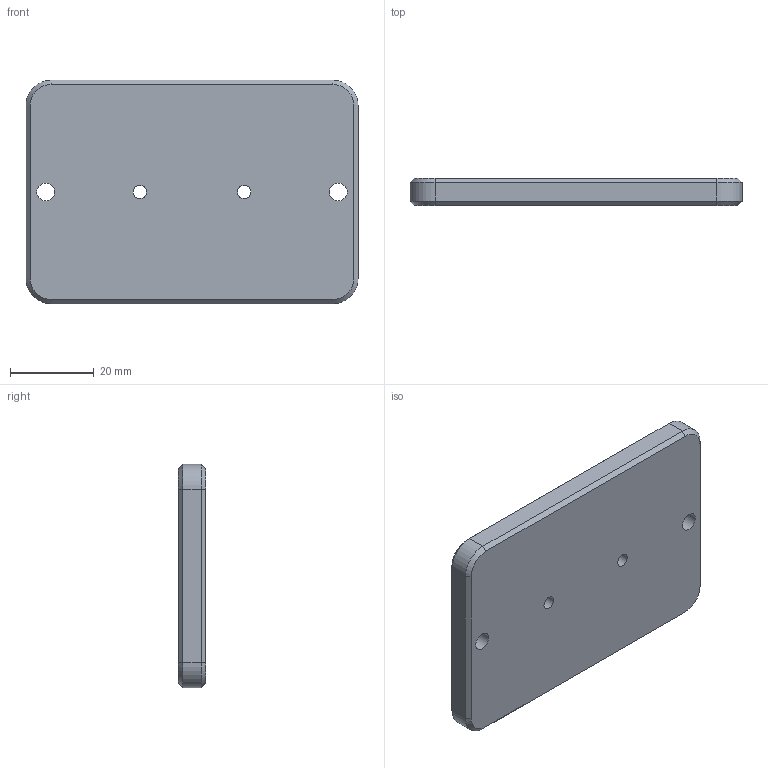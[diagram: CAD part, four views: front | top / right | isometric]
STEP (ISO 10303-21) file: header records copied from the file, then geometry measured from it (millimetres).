
FILE_DESCRIPTION(/* description */ ('Unknown'),/* implementation_level */ '2;1');
FILE_NAME(/* name */ 'OpenFrame - Cover Plate',/* time_stamp */ '2023-06-19T09:10:49+01:00',/* author */ ('Unknown'),/* organization */ ('Unknown'),/* preprocessor_version */ 'ST-DEVELOPER v16.7',/* originating_system */ 'Solid Edge',/* authorisation */ 'Unknown');
FILE_SCHEMA (('AUTOMOTIVE_DESIGN {1 0 10303 214 3 1 1}'));
Length unit declared in the file: millimetre
Products named in the file (1): OpenFrame - Cover Plate
Bounding box: 79.5 x 6.5 x 53.5 mm (x, y, z)
Volume: 26698.1 mm3; surface area: 10169 mm2
Topology: 1 solids, 1 shells, 40 faces, 86 edges, 52 vertices
Faces by surface type: plane 18, cylinder 12, cone 10
Full cylindrical faces by diameter (mm): 3.2 x2, 4 x4, 4.3 x2
Entity records: 1054 total; most frequent: DIRECTION 190, CARTESIAN_POINT 165, ORIENTED_EDGE 148, AXIS2_PLACEMENT_3D 75, EDGE_CURVE 74, EDGE_LOOP 62, FACE_BOUND 62, VERTEX_POINT 50
